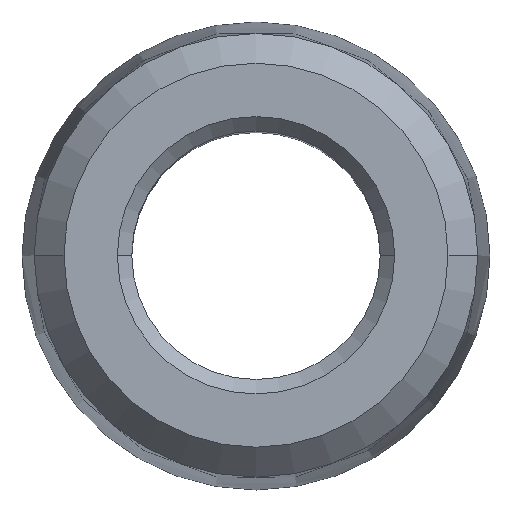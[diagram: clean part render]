
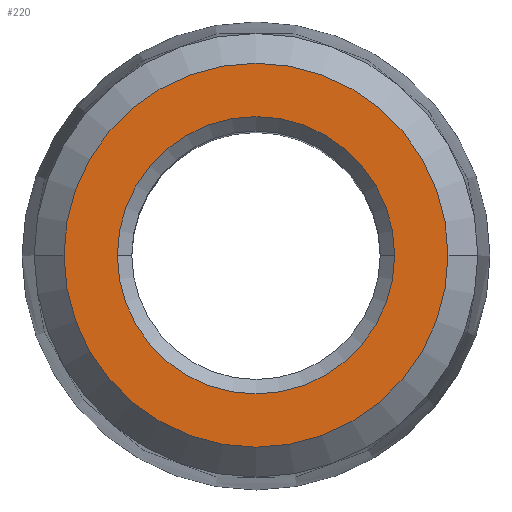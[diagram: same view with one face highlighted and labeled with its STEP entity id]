
A CAD part, top view. The second image highlights one B-rep face of the part: STEP entity #220.
In plain terms, the highlighted planar face has unit normal (0, 0, 1).
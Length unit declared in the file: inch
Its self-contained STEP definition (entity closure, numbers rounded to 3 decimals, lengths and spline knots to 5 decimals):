
#3 = DIRECTION ( 'NONE',  ( 1., 0., 0. ) ) ;
#7 = CARTESIAN_POINT ( 'NONE',  ( -0.16616, 0., 0.75 ) ) ;
#34 = DIRECTION ( 'NONE',  ( 0., 0., 1. ) ) ;
#48 = EDGE_LOOP ( 'NONE', ( #308, #104 ) ) ;
#56 = CIRCLE ( 'NONE', #164, 0.12 ) ;
#68 = VERTEX_POINT ( 'NONE', #293 ) ;
#76 = ORIENTED_EDGE ( 'NONE', *, *, #506, .T. ) ;
#104 = ORIENTED_EDGE ( 'NONE', *, *, #267, .T. ) ;
#108 = CARTESIAN_POINT ( 'NONE',  ( 0., 0., 0.75 ) ) ;
#127 = CARTESIAN_POINT ( 'NONE',  ( 0.16616, 0., 0.75 ) ) ;
#151 = AXIS2_PLACEMENT_3D ( 'NONE', #456, #34, #3 ) ;
#164 = AXIS2_PLACEMENT_3D ( 'NONE', #108, #281, #335 ) ;
#181 = CARTESIAN_POINT ( 'NONE',  ( 0., 0., 0.75 ) ) ;
#185 = CARTESIAN_POINT ( 'NONE',  ( 0., 0., 0.75 ) ) ;
#199 = EDGE_CURVE ( 'NONE', #317, #68, #56, .T. ) ;
#220 = ADVANCED_FACE ( 'NONE', ( #418, #497 ), #292, .T. ) ;
#225 = DIRECTION ( 'NONE',  ( 0., 0., 1. ) ) ;
#240 = VERTEX_POINT ( 'NONE', #127 ) ;
#256 = DIRECTION ( 'NONE',  ( 1., 0., 0. ) ) ;
#267 = EDGE_CURVE ( 'NONE', #240, #486, #373, .T. ) ;
#281 = DIRECTION ( 'NONE',  ( 0., 0., -1. ) ) ;
#292 = PLANE ( 'NONE',  #151 ) ;
#293 = CARTESIAN_POINT ( 'NONE',  ( -0.12, 0., 0.75 ) ) ;
#301 = CARTESIAN_POINT ( 'NONE',  ( 0., 0., 0.75 ) ) ;
#308 = ORIENTED_EDGE ( 'NONE', *, *, #408, .T. ) ;
#310 = CIRCLE ( 'NONE', #519, 0.12 ) ;
#317 = VERTEX_POINT ( 'NONE', #460 ) ;
#335 = DIRECTION ( 'NONE',  ( 1., 0., 0. ) ) ;
#339 = ORIENTED_EDGE ( 'NONE', *, *, #199, .T. ) ;
#354 = DIRECTION ( 'NONE',  ( 1., 0., 0. ) ) ;
#364 = CIRCLE ( 'NONE', #450, 0.16616 ) ;
#373 = CIRCLE ( 'NONE', #431, 0.16616 ) ;
#408 = EDGE_CURVE ( 'NONE', #486, #240, #364, .T. ) ;
#412 = EDGE_LOOP ( 'NONE', ( #339, #76 ) ) ;
#418 = FACE_BOUND ( 'NONE', #412, .T. ) ;
#427 = DIRECTION ( 'NONE',  ( 0., 0., 1. ) ) ;
#430 = DIRECTION ( 'NONE',  ( 1., 0., 0. ) ) ;
#431 = AXIS2_PLACEMENT_3D ( 'NONE', #301, #427, #256 ) ;
#436 = DIRECTION ( 'NONE',  ( 0., 0., -1. ) ) ;
#450 = AXIS2_PLACEMENT_3D ( 'NONE', #181, #225, #430 ) ;
#456 = CARTESIAN_POINT ( 'NONE',  ( 0., 0., 0.75 ) ) ;
#460 = CARTESIAN_POINT ( 'NONE',  ( 0.12, 0., 0.75 ) ) ;
#486 = VERTEX_POINT ( 'NONE', #7 ) ;
#497 = FACE_OUTER_BOUND ( 'NONE', #48, .T. ) ;
#506 = EDGE_CURVE ( 'NONE', #68, #317, #310, .T. ) ;
#519 = AXIS2_PLACEMENT_3D ( 'NONE', #185, #436, #354 ) ;
